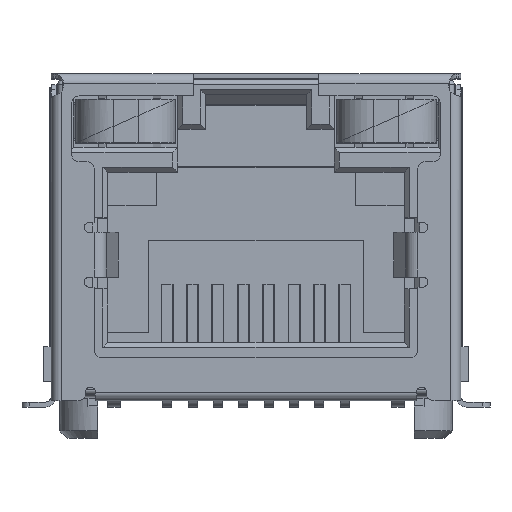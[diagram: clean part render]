
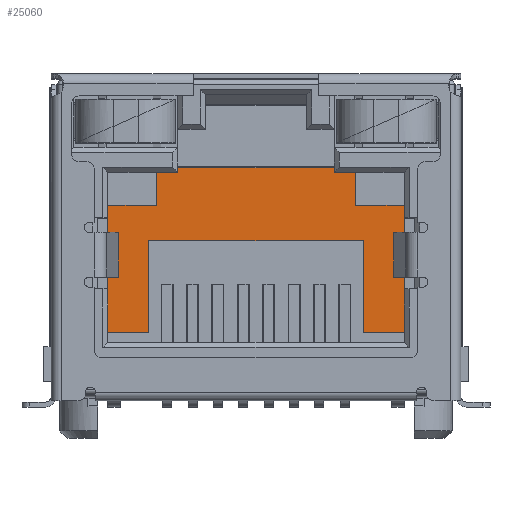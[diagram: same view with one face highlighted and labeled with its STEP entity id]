
A CAD part, top view. The second image highlights one B-rep face of the part: STEP entity #25060.
In plain terms, the highlighted planar face has unit normal (0, 0, 1).
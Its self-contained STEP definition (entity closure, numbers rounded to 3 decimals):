
#270 = CARTESIAN_POINT ( 'NONE',  ( 11.975, 9.08, -12. ) ) ;
#438 = VERTEX_POINT ( 'NONE', #15625 ) ;
#842 = ORIENTED_EDGE ( 'NONE', *, *, #11529, .T. ) ;
#977 = VERTEX_POINT ( 'NONE', #8856 ) ;
#1183 = CARTESIAN_POINT ( 'NONE',  ( 11.975, 7.78, -12. ) ) ;
#1758 = VECTOR ( 'NONE', #29280, 1000. ) ;
#2097 = CARTESIAN_POINT ( 'NONE',  ( 12.275, 6.35, -12. ) ) ;
#2751 = VERTEX_POINT ( 'NONE', #2097 ) ;
#2823 = EDGE_CURVE ( 'NONE', #4050, #25069, #5406, .T. ) ;
#3020 = VECTOR ( 'NONE', #11714, 1000. ) ;
#3108 = DIRECTION ( 'NONE',  ( 0., 1., 0. ) ) ;
#3232 = VECTOR ( 'NONE', #17733, 1000. ) ;
#3557 = ORIENTED_EDGE ( 'NONE', *, *, #28015, .T. ) ;
#3686 = VECTOR ( 'NONE', #23319, 1000. ) ;
#4050 = VERTEX_POINT ( 'NONE', #5897 ) ;
#4145 = VECTOR ( 'NONE', #12887, 1000. ) ;
#4311 = LINE ( 'NONE', #11751, #22902 ) ;
#5406 = LINE ( 'NONE', #23131, #18617 ) ;
#5458 = PLANE ( 'NONE',  #16845 ) ;
#5508 = VECTOR ( 'NONE', #13156, 1000. ) ;
#5620 = VERTEX_POINT ( 'NONE', #270 ) ;
#5623 = CARTESIAN_POINT ( 'NONE',  ( 11.975, 7.78, -12. ) ) ;
#5655 = DIRECTION ( 'NONE',  ( 0., 0., 1. ) ) ;
#5682 = DIRECTION ( 'NONE',  ( 0., 1., 0. ) ) ;
#5897 = CARTESIAN_POINT ( 'NONE',  ( 3.675, 2.65, -12. ) ) ;
#7000 = VECTOR ( 'NONE', #28921, 1000. ) ;
#7151 = DIRECTION ( 'NONE',  ( 0., -1., 0. ) ) ;
#7234 = LINE ( 'NONE', #14974, #26217 ) ;
#7956 = VECTOR ( 'NONE', #5682, 1000. ) ;
#8438 = LINE ( 'NONE', #22397, #7000 ) ;
#8551 = ORIENTED_EDGE ( 'NONE', *, *, #29272, .T. ) ;
#8633 = DIRECTION ( 'NONE',  ( 1., 0., 0. ) ) ;
#8856 = CARTESIAN_POINT ( 'NONE',  ( 11.125, 9.28, -12. ) ) ;
#8948 = CARTESIAN_POINT ( 'NONE',  ( 2.02, 7.78, -12. ) ) ;
#9524 = CARTESIAN_POINT ( 'NONE',  ( 4.825, 9.08, -12. ) ) ;
#9717 = EDGE_CURVE ( 'NONE', #10878, #5620, #14134, .T. ) ;
#9731 = LINE ( 'NONE', #21039, #3686 ) ;
#9769 = ORIENTED_EDGE ( 'NONE', *, *, #2823, .T. ) ;
#9981 = CARTESIAN_POINT ( 'NONE',  ( 2.02, 2.25, -12. ) ) ;
#10596 = FACE_OUTER_BOUND ( 'NONE', #24089, .T. ) ;
#10716 = VERTEX_POINT ( 'NONE', #15592 ) ;
#10768 = VERTEX_POINT ( 'NONE', #18267 ) ;
#10776 = LINE ( 'NONE', #18581, #17940 ) ;
#10878 = VERTEX_POINT ( 'NONE', #1183 ) ;
#10886 = LINE ( 'NONE', #14129, #3020 ) ;
#11018 = VECTOR ( 'NONE', #18133, 1000. ) ;
#11031 = VECTOR ( 'NONE', #3108, 1000. ) ;
#11167 = EDGE_CURVE ( 'NONE', #25069, #2751, #9731, .T. ) ;
#11174 = ORIENTED_EDGE ( 'NONE', *, *, #27369, .T. ) ;
#11177 = LINE ( 'NONE', #17045, #7956 ) ;
#11269 = DIRECTION ( 'NONE',  ( -1., 0., 0. ) ) ;
#11444 = DIRECTION ( 'NONE',  ( 0., 1., 0. ) ) ;
#11529 = EDGE_CURVE ( 'NONE', #977, #10716, #10776, .T. ) ;
#11628 = VECTOR ( 'NONE', #17859, 1000. ) ;
#11714 = DIRECTION ( 'NONE',  ( -1., 0., 0. ) ) ;
#11751 = CARTESIAN_POINT ( 'NONE',  ( 13.93, 9.08, -12. ) ) ;
#12379 = EDGE_CURVE ( 'NONE', #438, #23855, #4311, .T. ) ;
#12610 = CARTESIAN_POINT ( 'NONE',  ( 11.125, 9.08, -12. ) ) ;
#12634 = EDGE_CURVE ( 'NONE', #23855, #23957, #24328, .T. ) ;
#12636 = CARTESIAN_POINT ( 'NONE',  ( 13.93, 2.65, -12. ) ) ;
#12887 = DIRECTION ( 'NONE',  ( 0., 1., 0. ) ) ;
#13138 = CARTESIAN_POINT ( 'NONE',  ( 2.02, 2.65, -12. ) ) ;
#13156 = DIRECTION ( 'NONE',  ( -1., 0., 0. ) ) ;
#13202 = LINE ( 'NONE', #13633, #11018 ) ;
#13376 = ORIENTED_EDGE ( 'NONE', *, *, #9717, .T. ) ;
#13633 = CARTESIAN_POINT ( 'NONE',  ( 2.02, 9.08, -12. ) ) ;
#13757 = CARTESIAN_POINT ( 'NONE',  ( 3.975, 7.78, -12. ) ) ;
#13936 = VERTEX_POINT ( 'NONE', #13757 ) ;
#14129 = CARTESIAN_POINT ( 'NONE',  ( 2.02, 7.78, -12. ) ) ;
#14134 = LINE ( 'NONE', #5623, #4145 ) ;
#14764 = DIRECTION ( 'NONE',  ( 0., -1., 0. ) ) ;
#14974 = CARTESIAN_POINT ( 'NONE',  ( 3.975, 9.08, -12. ) ) ;
#15207 = ORIENTED_EDGE ( 'NONE', *, *, #18955, .T. ) ;
#15214 = CARTESIAN_POINT ( 'NONE',  ( 13.93, 2.65, -12. ) ) ;
#15537 = ORIENTED_EDGE ( 'NONE', *, *, #29300, .T. ) ;
#15592 = CARTESIAN_POINT ( 'NONE',  ( 4.825, 9.28, -12. ) ) ;
#15625 = CARTESIAN_POINT ( 'NONE',  ( 13.93, 7.78, -12. ) ) ;
#15793 = EDGE_CURVE ( 'NONE', #2751, #23957, #20695, .T. ) ;
#15893 = VERTEX_POINT ( 'NONE', #27152 ) ;
#16374 = ORIENTED_EDGE ( 'NONE', *, *, #15793, .T. ) ;
#16617 = LINE ( 'NONE', #22253, #11628 ) ;
#16845 = AXIS2_PLACEMENT_3D ( 'NONE', #23630, #5655, #21235 ) ;
#17045 = CARTESIAN_POINT ( 'NONE',  ( 11.125, 2.45, -12. ) ) ;
#17665 = EDGE_CURVE ( 'NONE', #10716, #22771, #8438, .T. ) ;
#17733 = DIRECTION ( 'NONE',  ( -1., 0., 0. ) ) ;
#17859 = DIRECTION ( 'NONE',  ( -1., 0., 0. ) ) ;
#17940 = VECTOR ( 'NONE', #11269, 1000. ) ;
#18133 = DIRECTION ( 'NONE',  ( -1., 0., 0. ) ) ;
#18267 = CARTESIAN_POINT ( 'NONE',  ( 3.975, 9.08, -12. ) ) ;
#18581 = CARTESIAN_POINT ( 'NONE',  ( 4.825, 9.28, -12. ) ) ;
#18617 = VECTOR ( 'NONE', #11444, 1000. ) ;
#18955 = EDGE_CURVE ( 'NONE', #13936, #28582, #19096, .T. ) ;
#19096 = LINE ( 'NONE', #8948, #5508 ) ;
#19214 = VERTEX_POINT ( 'NONE', #12610 ) ;
#19686 = ORIENTED_EDGE ( 'NONE', *, *, #12634, .F. ) ;
#20695 = LINE ( 'NONE', #26876, #1758 ) ;
#20989 = ORIENTED_EDGE ( 'NONE', *, *, #27161, .T. ) ;
#21039 = CARTESIAN_POINT ( 'NONE',  ( 2.02, 6.35, -12. ) ) ;
#21054 = EDGE_CURVE ( 'NONE', #5620, #19214, #13202, .T. ) ;
#21235 = DIRECTION ( 'NONE',  ( 1., 0., 0. ) ) ;
#21241 = LINE ( 'NONE', #13138, #24132 ) ;
#21540 = ORIENTED_EDGE ( 'NONE', *, *, #17665, .T. ) ;
#22253 = CARTESIAN_POINT ( 'NONE',  ( 2.02, 9.08, -12. ) ) ;
#22397 = CARTESIAN_POINT ( 'NONE',  ( 4.825, 2.45, -12. ) ) ;
#22588 = CARTESIAN_POINT ( 'NONE',  ( 12.275, 2.65, -12. ) ) ;
#22771 = VERTEX_POINT ( 'NONE', #9524 ) ;
#22902 = VECTOR ( 'NONE', #7151, 1000. ) ;
#23131 = CARTESIAN_POINT ( 'NONE',  ( 3.675, 2.45, -12. ) ) ;
#23189 = ORIENTED_EDGE ( 'NONE', *, *, #12379, .F. ) ;
#23319 = DIRECTION ( 'NONE',  ( 1., 0., 0. ) ) ;
#23630 = CARTESIAN_POINT ( 'NONE',  ( 2.02, 2.45, -12. ) ) ;
#23855 = VERTEX_POINT ( 'NONE', #15214 ) ;
#23957 = VERTEX_POINT ( 'NONE', #22588 ) ;
#24089 = EDGE_LOOP ( 'NONE', ( #15207, #26668, #20989, #9769, #27680, #16374, #19686, #23189, #11174, #13376, #28040, #15537, #842, #21540, #3557, #8551 ) ) ;
#24132 = VECTOR ( 'NONE', #8633, 1000. ) ;
#24260 = EDGE_CURVE ( 'NONE', #15893, #28582, #24988, .T. ) ;
#24328 = LINE ( 'NONE', #12636, #3232 ) ;
#24988 = LINE ( 'NONE', #9981, #11031 ) ;
#25060 = ADVANCED_FACE ( 'NONE', ( #10596 ), #5458, .T. ) ;
#25069 = VERTEX_POINT ( 'NONE', #26448 ) ;
#25527 = CARTESIAN_POINT ( 'NONE',  ( 2.02, 7.78, -12. ) ) ;
#26217 = VECTOR ( 'NONE', #14764, 1000. ) ;
#26448 = CARTESIAN_POINT ( 'NONE',  ( 3.675, 6.35, -12. ) ) ;
#26668 = ORIENTED_EDGE ( 'NONE', *, *, #24260, .F. ) ;
#26876 = CARTESIAN_POINT ( 'NONE',  ( 12.275, 2.45, -12. ) ) ;
#27152 = CARTESIAN_POINT ( 'NONE',  ( 2.02, 2.65, -12. ) ) ;
#27161 = EDGE_CURVE ( 'NONE', #15893, #4050, #21241, .T. ) ;
#27369 = EDGE_CURVE ( 'NONE', #438, #10878, #10886, .T. ) ;
#27680 = ORIENTED_EDGE ( 'NONE', *, *, #11167, .T. ) ;
#28015 = EDGE_CURVE ( 'NONE', #22771, #10768, #16617, .T. ) ;
#28040 = ORIENTED_EDGE ( 'NONE', *, *, #21054, .T. ) ;
#28582 = VERTEX_POINT ( 'NONE', #25527 ) ;
#28921 = DIRECTION ( 'NONE',  ( 0., -1., 0. ) ) ;
#29272 = EDGE_CURVE ( 'NONE', #10768, #13936, #7234, .T. ) ;
#29280 = DIRECTION ( 'NONE',  ( 0., -1., 0. ) ) ;
#29300 = EDGE_CURVE ( 'NONE', #19214, #977, #11177, .T. ) ;
